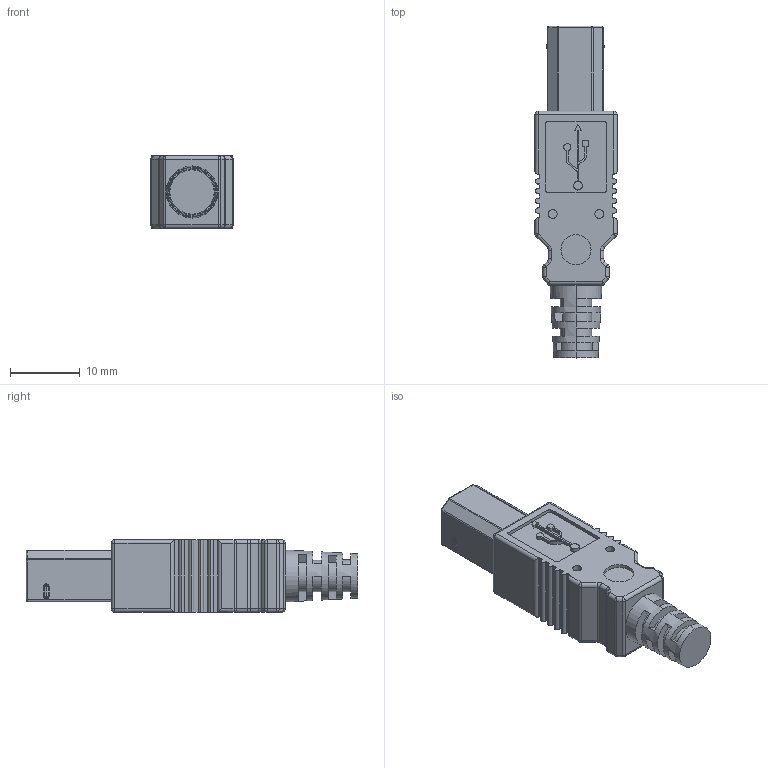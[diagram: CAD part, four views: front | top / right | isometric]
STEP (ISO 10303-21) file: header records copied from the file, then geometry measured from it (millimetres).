
FILE_DESCRIPTION (( 'STEP AP214' ), '1' );
FILE_NAME ('AB Plug Male.STEP', '2018-07-03T22:00:39', ( '' ), ( '' ), 'SwSTEP 2.0', 'SolidWorks 2015', '' );
FILE_SCHEMA (( 'AUTOMOTIVE_DESIGN' ));
Length unit declared in the file: inch
Products named in the file (1): AB Plug Male
Bounding box: 11.76 x 47.5 x 10.41 mm (x, y, z)
Volume: 3470.5 mm3; surface area: 2503.1 mm2
Topology: 2 solids, 2 shells, 411 faces, 1032 edges, 630 vertices
Faces by surface type: plane 211, cylinder 150, sphere 26, torus 16, cone 8
Entity records: 13765 total; most frequent: DIRECTION 2136, CARTESIAN_POINT 2134, ORIENTED_EDGE 2040, EDGE_CURVE 1020, AXIS2_PLACEMENT_3D 728, LINE 680, VECTOR 680, VERTEX_POINT 630
